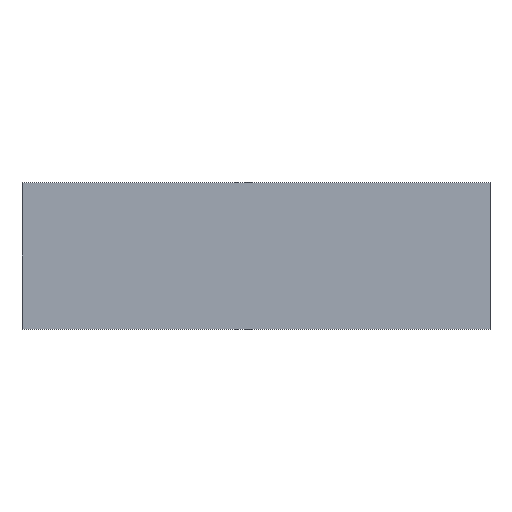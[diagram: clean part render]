
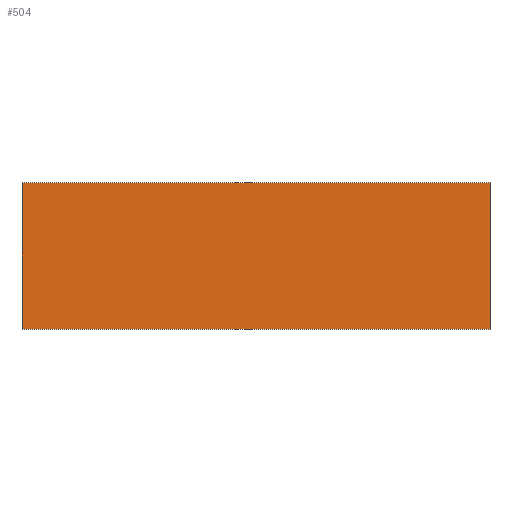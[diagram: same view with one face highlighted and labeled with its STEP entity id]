
A CAD part, front view. The second image highlights one B-rep face of the part: STEP entity #504.
In plain terms, the highlighted planar face has unit normal (0, -1, 0).
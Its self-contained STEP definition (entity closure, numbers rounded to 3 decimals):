
#58=FACE_OUTER_BOUND('',#92,.T.);
#92=EDGE_LOOP('',(#407,#408,#409,#410));
#131=LINE('',#802,#187);
#140=LINE('',#819,#196);
#141=LINE('',#821,#197);
#142=LINE('',#822,#198);
#187=VECTOR('',#663,10.);
#196=VECTOR('',#674,10.);
#197=VECTOR('',#675,10.);
#198=VECTOR('',#676,10.);
#242=VERTEX_POINT('',#799);
#243=VERTEX_POINT('',#801);
#250=VERTEX_POINT('',#818);
#251=VERTEX_POINT('',#820);
#299=EDGE_CURVE('',#242,#243,#131,.T.);
#308=EDGE_CURVE('',#250,#242,#140,.T.);
#309=EDGE_CURVE('',#251,#250,#141,.T.);
#310=EDGE_CURVE('',#243,#251,#142,.T.);
#407=ORIENTED_EDGE('',*,*,#308,.F.);
#408=ORIENTED_EDGE('',*,*,#309,.F.);
#409=ORIENTED_EDGE('',*,*,#310,.F.);
#410=ORIENTED_EDGE('',*,*,#299,.F.);
#474=PLANE('',#560);
#504=ADVANCED_FACE('',(#58),#474,.T.);
#560=AXIS2_PLACEMENT_3D('',#817,#672,#673);
#663=DIRECTION('',(0.,0.,1.));
#672=DIRECTION('center_axis',(0.,-1.,0.));
#673=DIRECTION('ref_axis',(0.,0.,-1.));
#674=DIRECTION('',(-1.,0.,0.));
#675=DIRECTION('',(0.,0.,-1.));
#676=DIRECTION('',(1.,0.,0.));
#799=CARTESIAN_POINT('',(-25.5,-14.75,0.));
#801=CARTESIAN_POINT('',(-25.5,-14.75,16.));
#802=CARTESIAN_POINT('',(-25.5,-14.75,0.));
#817=CARTESIAN_POINT('Origin',(0.,-14.75,16.));
#818=CARTESIAN_POINT('',(25.5,-14.75,0.));
#819=CARTESIAN_POINT('',(0.,-14.75,0.));
#820=CARTESIAN_POINT('',(25.5,-14.75,16.));
#821=CARTESIAN_POINT('',(25.5,-14.75,0.));
#822=CARTESIAN_POINT('',(0.,-14.75,16.));
